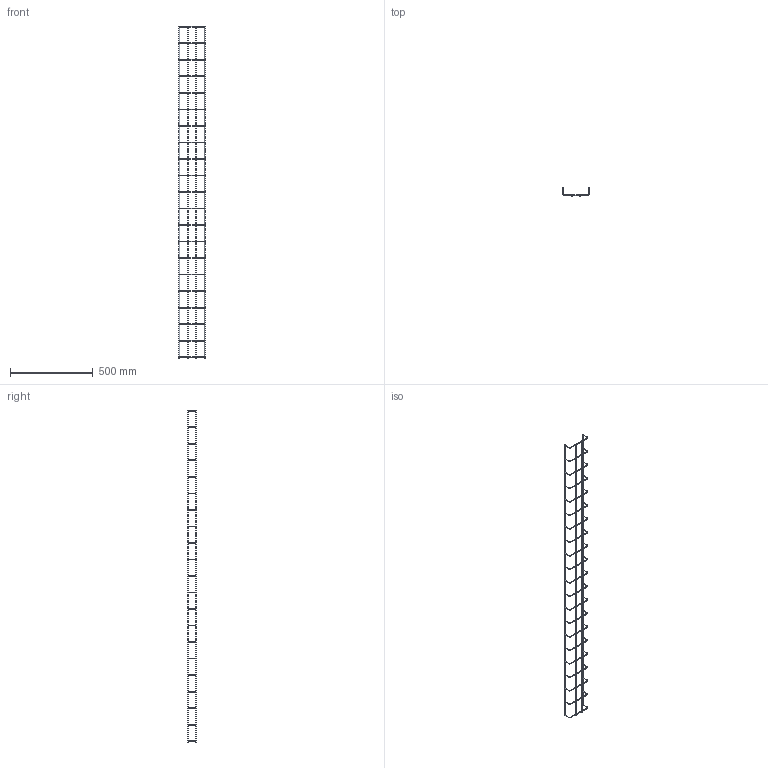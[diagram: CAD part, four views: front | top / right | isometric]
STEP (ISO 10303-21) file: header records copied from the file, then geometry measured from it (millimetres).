
FILE_DESCRIPTION (( 'STEP AP203' ), '1' );
FILE_NAME ('NE-30-050-150-2-40-INOX NESTA Ëîòîê ïðîâîëî÷íûé 50õ150õ2000-4,0 INOX IEK.STEP', '2022-11-11T12:29:35', ( '' ), ( '' ), 'SwSTEP 2.0', 'SolidWorks 2022', '' );
FILE_SCHEMA (( 'CONFIG_CONTROL_DESIGN' ));
Length unit declared in the file: millimetre
Products named in the file (1): NE-30-050-150-2-40-INOX NESTA Лоток проволочный 50х150х2000-4,0 INOX IEK
Bounding box: 158 x 50.66 x 2009 mm (x, y, z)
Volume: 161912.8 mm3; surface area: 162541.1 mm2
Topology: 25 solids, 25 shells, 474 faces, 936 edges, 512 vertices
Faces by surface type: cylinder 256, torus 168, plane 50
Full cylindrical faces by diameter (mm): 4 x4
Entity records: 12161 total; most frequent: DIRECTION 2562, CARTESIAN_POINT 1919, ORIENTED_EDGE 1864, AXIS2_PLACEMENT_3D 1155, EDGE_CURVE 932, CIRCLE 680, VERTEX_POINT 512, EDGE_LOOP 478
